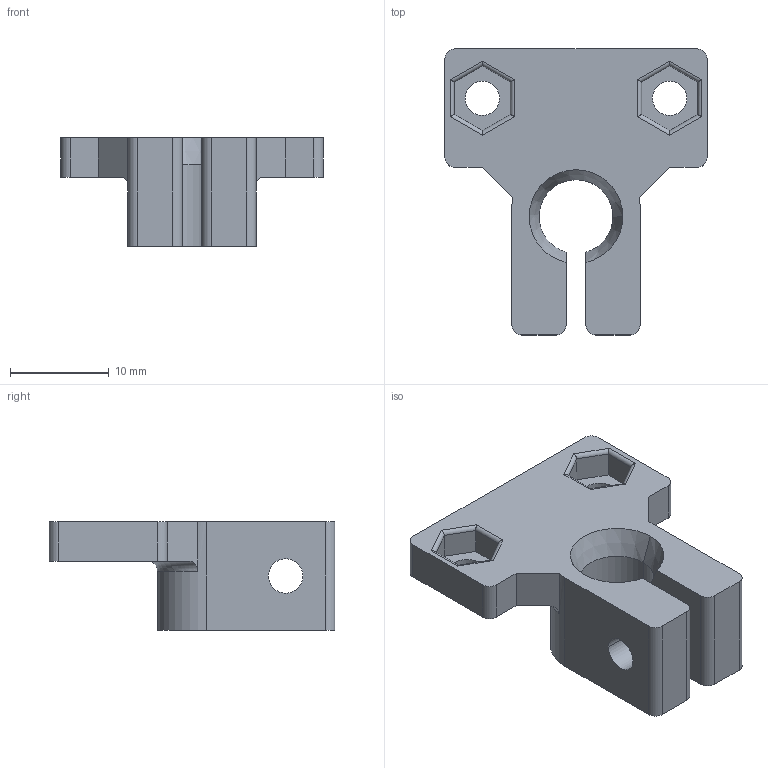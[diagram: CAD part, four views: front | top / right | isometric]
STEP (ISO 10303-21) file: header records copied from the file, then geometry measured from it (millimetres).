
FILE_DESCRIPTION(('CATIA V5 STEP Exchange'),'2;1');
FILE_NAME('HYPERCUBE-EVO-0032_NGEN.stp','2020-05-20T16:59:00+00:00',('none'),('none'),'CATIA Version 5 Release 21 GA (IN-10)','CATIA V5 STEP AP203','none');
FILE_SCHEMA(('CONFIG_CONTROL_DESIGN'));
Length unit declared in the file: millimetre
Products named in the file (1): HYPERCUBE-EVO-0032_NGEN
Bounding box: 26.6 x 29 x 11 mm (x, y, z)
Volume: 2454.4 mm3; surface area: 2442.7 mm2
Topology: 1 solids, 1 shells, 88 faces, 239 edges, 157 vertices
Faces by surface type: plane 47, cylinder 37, cone 2, torus 2
Entity records: 3056 total; most frequent: CARTESIAN_POINT 888, ORIENTED_EDGE 478, DIRECTION 359, EDGE_CURVE 239, VERTEX_POINT 157, VECTOR 151, LINE 151, AXIS2_PLACEMENT_3D 129
